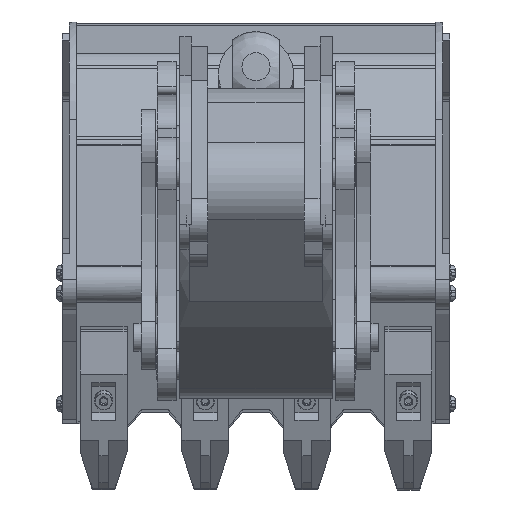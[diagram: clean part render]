
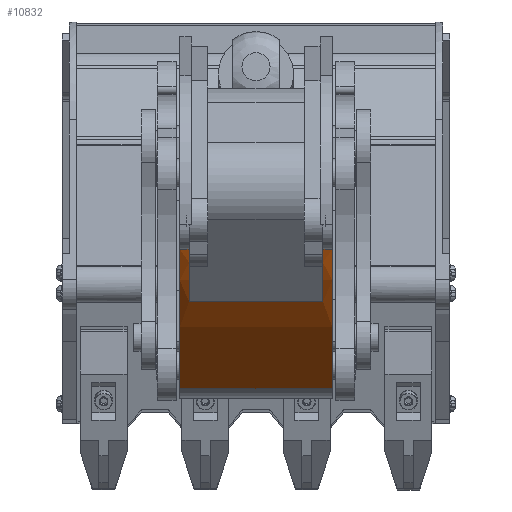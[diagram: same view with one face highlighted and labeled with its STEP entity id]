
A CAD part, left-side view. The second image highlights one B-rep face of the part: STEP entity #10832.
In plain terms, the highlighted cylindrical face has radius 1890 mm (diameter 3780 mm), a partial arc.
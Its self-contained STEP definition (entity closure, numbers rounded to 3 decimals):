
#223=CYLINDRICAL_SURFACE('',#11630,1890.);
#534=CIRCLE('',#11562,1890.);
#535=CIRCLE('',#11565,1890.);
#546=CIRCLE('',#11587,1890.);
#556=CIRCLE('',#11631,1890.);
#997=FACE_OUTER_BOUND('',#1661,.T.);
#1661=EDGE_LOOP('',(#7567,#7568,#7569,#7570,#7571,#7572,#7573,#7574));
#2412=LINE('',#16090,#3487);
#2414=LINE('',#16098,#3489);
#2521=LINE('',#16347,#3596);
#2522=LINE('',#16352,#3597);
#3487=VECTOR('',#12881,28.);
#3489=VECTOR('',#12891,287.);
#3596=VECTOR('',#13128,287.);
#3597=VECTOR('',#13135,28.);
#4579=VERTEX_POINT('',#16087);
#4580=VERTEX_POINT('',#16089);
#4581=VERTEX_POINT('',#16093);
#4582=VERTEX_POINT('',#16097);
#4583=VERTEX_POINT('',#16101);
#4601=VERTEX_POINT('',#16158);
#4659=VERTEX_POINT('',#16346);
#4660=VERTEX_POINT('',#16350);
#5635=EDGE_CURVE('',#4580,#4579,#2412,.T.);
#5638=EDGE_CURVE('',#4581,#4580,#534,.T.);
#5639=EDGE_CURVE('',#4581,#4582,#2414,.T.);
#5641=EDGE_CURVE('',#4582,#4583,#535,.T.);
#5670=EDGE_CURVE('',#4601,#4579,#546,.T.);
#5766=EDGE_CURVE('',#4601,#4659,#2521,.T.);
#5768=EDGE_CURVE('',#4659,#4660,#556,.T.);
#5769=EDGE_CURVE('',#4660,#4583,#2522,.T.);
#7567=ORIENTED_EDGE('',*,*,#5639,.F.);
#7568=ORIENTED_EDGE('',*,*,#5638,.T.);
#7569=ORIENTED_EDGE('',*,*,#5635,.T.);
#7570=ORIENTED_EDGE('',*,*,#5670,.F.);
#7571=ORIENTED_EDGE('',*,*,#5766,.T.);
#7572=ORIENTED_EDGE('',*,*,#5768,.T.);
#7573=ORIENTED_EDGE('',*,*,#5769,.T.);
#7574=ORIENTED_EDGE('',*,*,#5641,.F.);
#10832=ADVANCED_FACE('',(#997),#223,.F.);
#11562=AXIS2_PLACEMENT_3D('',#16095,#12887,#12888);
#11565=AXIS2_PLACEMENT_3D('',#16102,#12895,#12896);
#11587=AXIS2_PLACEMENT_3D('',#16160,#12957,#12958);
#11630=AXIS2_PLACEMENT_3D('',#16349,#13131,#13132);
#11631=AXIS2_PLACEMENT_3D('',#16351,#13133,#13134);
#12881=DIRECTION('',(0.,1.,0.));
#12887=DIRECTION('center_axis',(0.,-1.,0.));
#12888=DIRECTION('ref_axis',(-1.,0.,0.));
#12891=DIRECTION('',(0.,-1.,0.));
#12895=DIRECTION('center_axis',(0.,-1.,0.));
#12896=DIRECTION('ref_axis',(-1.,0.,0.));
#12957=DIRECTION('center_axis',(0.,-1.,0.));
#12958=DIRECTION('ref_axis',(-1.,0.,0.));
#13128=DIRECTION('',(0.,-1.,0.));
#13131=DIRECTION('center_axis',(0.,-1.,0.));
#13132=DIRECTION('ref_axis',(-0.991,0.,0.131));
#13133=DIRECTION('center_axis',(0.,-1.,0.));
#13134=DIRECTION('ref_axis',(-1.,0.,0.));
#13135=DIRECTION('',(0.,1.,0.));
#16087=CARTESIAN_POINT('',(-909.942,227.5,309.216));
#16089=CARTESIAN_POINT('',(-909.942,199.5,309.216));
#16090=CARTESIAN_POINT('',(-909.942,199.5,309.216));
#16093=CARTESIAN_POINT('',(-470.362,199.5,152.511));
#16095=CARTESIAN_POINT('Origin',(-1319.938,199.5,-1535.778));
#16097=CARTESIAN_POINT('',(-470.362,-199.5,152.511));
#16098=CARTESIAN_POINT('',(-470.362,143.5,152.511));
#16101=CARTESIAN_POINT('',(-909.942,-199.5,309.216));
#16102=CARTESIAN_POINT('Origin',(-1319.938,-199.5,-1535.778));
#16158=CARTESIAN_POINT('',(-82.579,227.5,-107.127));
#16160=CARTESIAN_POINT('Origin',(-1319.938,227.5,-1535.778));
#16346=CARTESIAN_POINT('',(-82.579,-227.5,-107.127));
#16347=CARTESIAN_POINT('',(-82.579,143.5,-107.127));
#16349=CARTESIAN_POINT('Origin',(-1319.938,143.5,-1535.778));
#16350=CARTESIAN_POINT('',(-909.942,-227.5,309.216));
#16351=CARTESIAN_POINT('Origin',(-1319.938,-227.5,-1535.778));
#16352=CARTESIAN_POINT('',(-909.942,-227.5,309.216));
